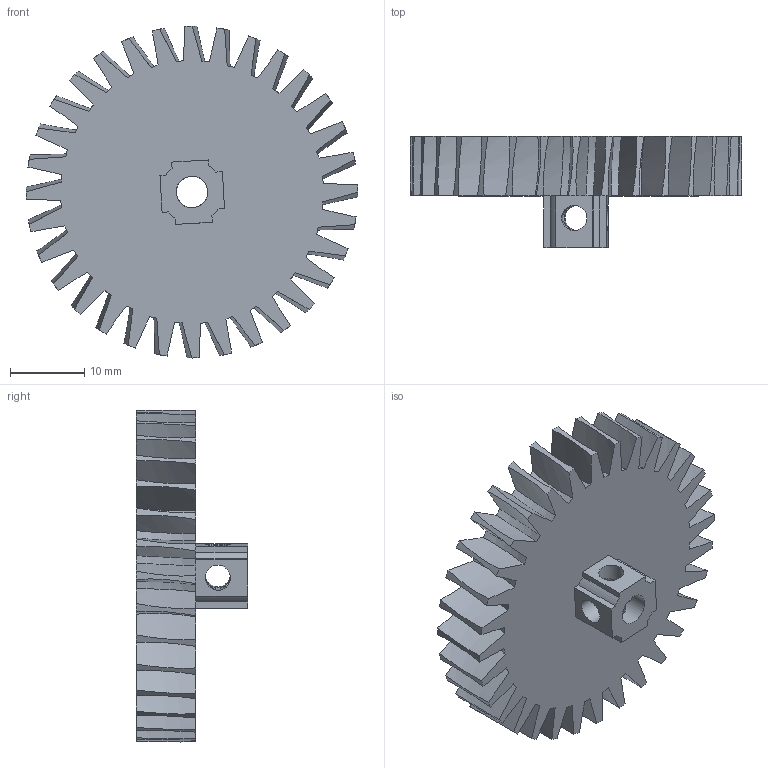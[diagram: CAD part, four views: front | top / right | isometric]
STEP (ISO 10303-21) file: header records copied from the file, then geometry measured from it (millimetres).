
FILE_DESCRIPTION(/* description */ ('STEP AP242','CAx-IF Rec.Pracs.---Representation and Presentation of Product Manufacturing Information (PMI)---4.0---2014-10-13','CAx-IF Rec.Pracs.---3D Tessellated Geometry---0.4---2014-09-14','2;1'),/* implementation_level */ '2;1');
FILE_NAME(/* name */ '628bcc8c8fe81703a25a4ea0',/* time_stamp */ '2022-05-23T18:03:57+00:00',/* author */ (''),/* organization */ (''),/* preprocessor_version */ 'ST-DEVELOPER v18.102',/* originating_system */ ' ',/* authorisation */ ' ');
FILE_SCHEMA (('AP242_MANAGED_MODEL_BASED_3D_ENGINEERING_MIM_LF { 1 0 10303 442 1 1 4 }'));
Length unit declared in the file: metre
Products named in the file (1): Gear
Bounding box: 44.83 x 15 x 44.83 mm (x, y, z)
Volume: 9709.5 mm3; surface area: 6056.1 mm2
Topology: 1 solids, 1 shells, 153 faces, 467 edges, 313 vertices
Faces by surface type: cylinder 74, bspline 64, plane 15
Full cylindrical faces by diameter (mm): 3.4 x4, 4.254 x2
Entity records: 10564 total; most frequent: CARTESIAN_POINT 7042, ORIENTED_EDGE 908, DIRECTION 456, EDGE_CURVE 454, VERTEX_POINT 306, B_SPLINE_CURVE_WITH_KNOTS 264, AXIS2_PLACEMENT_3D 176, EDGE_LOOP 166
